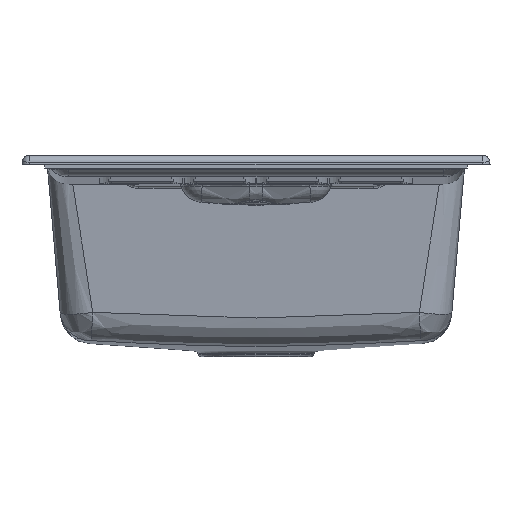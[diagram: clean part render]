
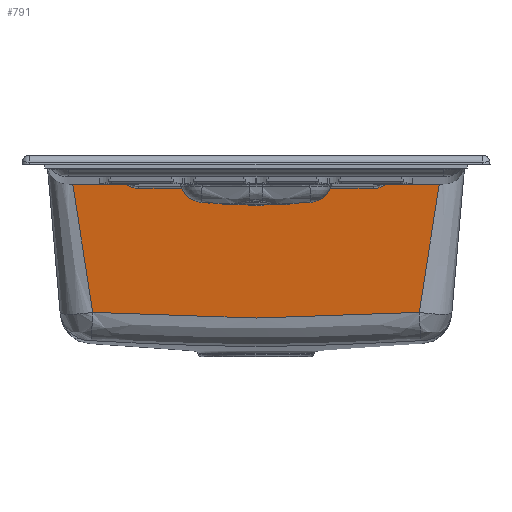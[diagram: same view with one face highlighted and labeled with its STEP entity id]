
A CAD part, left-side view. The second image highlights one B-rep face of the part: STEP entity #791.
In plain terms, the highlighted planar face has unit normal (-0.996, 0, -0.087).
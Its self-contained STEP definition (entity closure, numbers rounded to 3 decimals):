
#50=ELLIPSE('',#6142,25.152,25.);
#51=ELLIPSE('',#6148,25.152,25.);
#506=B_SPLINE_CURVE_WITH_KNOTS('',3,(#10085,#10086,#10087,#10088,#10089,
#10090),.UNSPECIFIED.,.F.,.F.,(4,2,4),(0.,0.5,1.),.UNSPECIFIED.);
#508=B_SPLINE_CURVE_WITH_KNOTS('',3,(#10173,#10174,#10175,#10176),
 .UNSPECIFIED.,.F.,.F.,(4,4),(0.,1.),.UNSPECIFIED.);
#509=B_SPLINE_CURVE_WITH_KNOTS('',3,(#10197,#10198,#10199,#10200,#10201,
#10202),.UNSPECIFIED.,.F.,.F.,(4,2,4),(0.,0.708,1.),
 .UNSPECIFIED.);
#510=B_SPLINE_CURVE_WITH_KNOTS('',3,(#10235,#10236,#10237,#10238,#10239,
#10240,#10241,#10242,#10243,#10244,#10245,#10246),.UNSPECIFIED.,.F.,.F.,
(4,2,2,2,2,4),(0.,0.125,0.25,0.5,
0.75,1.),.UNSPECIFIED.);
#511=B_SPLINE_CURVE_WITH_KNOTS('',3,(#10303,#10304,#10305,#10306,#10307,
#10308,#10309,#10310),.UNSPECIFIED.,.F.,.F.,(4,2,2,4),(0.,0.001,
0.333,1.),.UNSPECIFIED.);
#512=B_SPLINE_CURVE_WITH_KNOTS('',3,(#10343,#10344,#10345,#10346),
 .UNSPECIFIED.,.F.,.F.,(4,4),(0.,1.),.UNSPECIFIED.);
#538=B_SPLINE_CURVE_WITH_KNOTS('',3,(#11255,#11256,#11257,#11258),
 .UNSPECIFIED.,.F.,.F.,(4,4),(0.,1.),.UNSPECIFIED.);
#539=B_SPLINE_CURVE_WITH_KNOTS('',3,(#11259,#11260,#11261,#11262),
 .UNSPECIFIED.,.F.,.F.,(4,4),(0.,1.),.UNSPECIFIED.);
#791=ADVANCED_FACE('',(#1214),#1037,.T.);
#1037=PLANE('',#6203);
#1214=FACE_OUTER_BOUND('',#1607,.T.);
#1607=EDGE_LOOP('',(#2946,#2947,#2948,#2949,#2950,#2951,#2952,#2953,#2954,
#2955,#2956,#2957,#2958,#2959,#2960,#2961));
#2031=CIRCLE('',#6151,24.33);
#2037=CIRCLE('',#6158,24.33);
#2946=ORIENTED_EDGE('',*,*,#4837,.T.);
#2947=ORIENTED_EDGE('',*,*,#4919,.T.);
#2948=ORIENTED_EDGE('',*,*,#4920,.F.);
#2949=ORIENTED_EDGE('',*,*,#4841,.F.);
#2950=ORIENTED_EDGE('',*,*,#4921,.F.);
#2951=ORIENTED_EDGE('',*,*,#4922,.T.);
#2952=ORIENTED_EDGE('',*,*,#4846,.T.);
#2953=ORIENTED_EDGE('',*,*,#4847,.T.);
#2954=ORIENTED_EDGE('',*,*,#4849,.T.);
#2955=ORIENTED_EDGE('',*,*,#4851,.T.);
#2956=ORIENTED_EDGE('',*,*,#4853,.T.);
#2957=ORIENTED_EDGE('',*,*,#4855,.T.);
#2958=ORIENTED_EDGE('',*,*,#4857,.T.);
#2959=ORIENTED_EDGE('',*,*,#4859,.T.);
#2960=ORIENTED_EDGE('',*,*,#4860,.T.);
#2961=ORIENTED_EDGE('',*,*,#4861,.T.);
#4191=VERTEX_POINT('',#9666);
#4198=VERTEX_POINT('',#9913);
#4222=VERTEX_POINT('',#10045);
#4223=VERTEX_POINT('',#10047);
#4224=VERTEX_POINT('',#10084);
#4225=VERTEX_POINT('',#10091);
#4226=VERTEX_POINT('',#10124);
#4228=VERTEX_POINT('',#10145);
#4229=VERTEX_POINT('',#10168);
#4230=VERTEX_POINT('',#10172);
#4231=VERTEX_POINT('',#10196);
#4232=VERTEX_POINT('',#10234);
#4233=VERTEX_POINT('',#10302);
#4234=VERTEX_POINT('',#10342);
#4268=VERTEX_POINT('',#11254);
#4269=VERTEX_POINT('',#11263);
#4837=EDGE_CURVE('',#4223,#4222,#50,.T.);
#4841=EDGE_CURVE('',#4224,#4225,#506,.T.);
#4846=EDGE_CURVE('',#4226,#4228,#51,.T.);
#4847=EDGE_CURVE('',#4228,#4191,#5503,.T.);
#4849=EDGE_CURVE('',#4191,#4229,#2031,.T.);
#4851=EDGE_CURVE('',#4229,#4230,#508,.T.);
#4853=EDGE_CURVE('',#4230,#4231,#509,.T.);
#4855=EDGE_CURVE('',#4231,#4232,#510,.T.);
#4857=EDGE_CURVE('',#4232,#4233,#511,.T.);
#4859=EDGE_CURVE('',#4233,#4234,#512,.T.);
#4860=EDGE_CURVE('',#4234,#4198,#2037,.T.);
#4861=EDGE_CURVE('',#4198,#4223,#5504,.T.);
#4919=EDGE_CURVE('',#4222,#4268,#5508,.T.);
#4920=EDGE_CURVE('',#4225,#4268,#538,.T.);
#4921=EDGE_CURVE('',#4269,#4224,#539,.T.);
#4922=EDGE_CURVE('',#4269,#4226,#5509,.T.);
#5503=LINE('',#10165,#5735);
#5504=LINE('',#10367,#5736);
#5508=LINE('',#11253,#5740);
#5509=LINE('',#11264,#5741);
#5735=VECTOR('',#7141,1.);
#5736=VECTOR('',#7164,1.);
#5740=VECTOR('',#7254,1.);
#5741=VECTOR('',#7255,1.);
#6142=AXIS2_PLACEMENT_3D('',#10046,#7127,#7128);
#6148=AXIS2_PLACEMENT_3D('',#10146,#7139,#7140);
#6151=AXIS2_PLACEMENT_3D('',#10169,#7146,#7147);
#6158=AXIS2_PLACEMENT_3D('',#10365,#7160,#7161);
#6203=AXIS2_PLACEMENT_3D('',#11265,#7256,#7257);
#7127=DIRECTION('',(0.996,0.,0.087));
#7128=DIRECTION('',(0.087,-0.018,-0.996));
#7139=DIRECTION('',(0.996,0.,0.087));
#7140=DIRECTION('',(-0.087,-0.018,0.996));
#7141=DIRECTION('',(0.,1.,0.));
#7146=DIRECTION('',(0.996,0.,0.087));
#7147=DIRECTION('',(-0.087,0.,0.996));
#7160=DIRECTION('',(0.996,0.,0.087));
#7161=DIRECTION('',(-0.087,0.,0.996));
#7164=DIRECTION('',(0.,1.,0.));
#7254=DIRECTION('',(0.,1.,0.));
#7255=DIRECTION('',(0.,1.,0.));
#7256=DIRECTION('',(-0.996,0.,-0.087));
#7257=DIRECTION('',(0.087,0.,-0.996));
#9666=CARTESIAN_POINT('',(505.116,174.358,-36.23));
#9913=CARTESIAN_POINT('',(505.116,335.642,-36.23));
#10045=CARTESIAN_POINT('',(503.411,407.343,-16.739));
#10046=CARTESIAN_POINT('',(502.924,382.969,-11.174));
#10047=CARTESIAN_POINT('',(505.116,382.964,-36.23));
#10084=CARTESIAN_POINT('',(516.958,76.608,-171.584));
#10085=CARTESIAN_POINT('',(516.958,76.608,-171.584));
#10086=CARTESIAN_POINT('',(517.247,136.019,-174.89));
#10087=CARTESIAN_POINT('',(517.499,195.44,-177.764));
#10088=CARTESIAN_POINT('',(517.499,314.428,-177.768));
#10089=CARTESIAN_POINT('',(517.248,373.948,-174.892));
#10090=CARTESIAN_POINT('',(516.958,433.392,-171.584));
#10091=CARTESIAN_POINT('',(516.958,433.392,-171.584));
#10124=CARTESIAN_POINT('',(503.411,102.657,-16.739));
#10145=CARTESIAN_POINT('',(505.116,127.036,-36.23));
#10146=CARTESIAN_POINT('',(502.924,127.031,-11.174));
#10165=CARTESIAN_POINT('',(505.116,179.031,-36.23));
#10168=CARTESIAN_POINT('',(506.34,194.999,-50.222));
#10169=CARTESIAN_POINT('',(504.224,196.427,-26.027));
#10172=CARTESIAN_POINT('',(506.544,241.623,-52.554));
#10173=CARTESIAN_POINT('',(506.34,194.999,-50.222));
#10174=CARTESIAN_POINT('',(506.42,210.534,-51.133));
#10175=CARTESIAN_POINT('',(506.503,226.066,-52.086));
#10176=CARTESIAN_POINT('',(506.544,241.623,-52.554));
#10196=CARTESIAN_POINT('',(506.569,242.769,-52.836));
#10197=CARTESIAN_POINT('',(506.544,241.623,-52.554));
#10198=CARTESIAN_POINT('',(506.545,241.903,-52.562));
#10199=CARTESIAN_POINT('',(506.548,242.187,-52.597));
#10200=CARTESIAN_POINT('',(506.559,242.563,-52.723));
#10201=CARTESIAN_POINT('',(506.563,242.672,-52.77));
#10202=CARTESIAN_POINT('',(506.569,242.769,-52.836));
#10234=CARTESIAN_POINT('',(506.569,267.231,-52.836));
#10235=CARTESIAN_POINT('',(506.569,242.769,-52.836));
#10236=CARTESIAN_POINT('',(506.621,243.652,-53.435));
#10237=CARTESIAN_POINT('',(506.657,244.655,-53.839));
#10238=CARTESIAN_POINT('',(506.712,246.681,-54.466));
#10239=CARTESIAN_POINT('',(506.731,247.706,-54.682));
#10240=CARTESIAN_POINT('',(506.774,250.803,-55.176));
#10241=CARTESIAN_POINT('',(506.785,252.894,-55.301));
#10242=CARTESIAN_POINT('',(506.785,257.11,-55.301));
#10243=CARTESIAN_POINT('',(506.774,259.207,-55.176));
#10244=CARTESIAN_POINT('',(506.716,263.343,-54.514));
#10245=CARTESIAN_POINT('',(506.674,265.462,-54.036));
#10246=CARTESIAN_POINT('',(506.569,267.231,-52.836));
#10302=CARTESIAN_POINT('',(506.544,268.377,-52.554));
#10303=CARTESIAN_POINT('',(506.569,267.231,-52.836));
#10304=CARTESIAN_POINT('',(506.569,267.232,-52.836));
#10305=CARTESIAN_POINT('',(506.569,267.232,-52.836));
#10306=CARTESIAN_POINT('',(506.563,267.342,-52.761));
#10307=CARTESIAN_POINT('',(506.558,267.467,-52.71));
#10308=CARTESIAN_POINT('',(506.548,267.846,-52.593));
#10309=CARTESIAN_POINT('',(506.545,268.113,-52.562));
#10310=CARTESIAN_POINT('',(506.544,268.377,-52.554));
#10342=CARTESIAN_POINT('',(506.34,315.001,-50.222));
#10343=CARTESIAN_POINT('',(506.544,268.377,-52.554));
#10344=CARTESIAN_POINT('',(506.503,283.934,-52.086));
#10345=CARTESIAN_POINT('',(506.42,299.466,-51.133));
#10346=CARTESIAN_POINT('',(506.34,315.001,-50.222));
#10365=CARTESIAN_POINT('',(504.224,313.573,-26.027));
#10367=CARTESIAN_POINT('',(505.116,382.958,-36.23));
#11253=CARTESIAN_POINT('',(503.411,470.,-16.739));
#11254=CARTESIAN_POINT('',(503.411,457.557,-16.739));
#11255=CARTESIAN_POINT('',(516.958,433.392,-171.584));
#11256=CARTESIAN_POINT('',(512.442,441.447,-119.969));
#11257=CARTESIAN_POINT('',(507.927,449.502,-68.354));
#11258=CARTESIAN_POINT('',(503.411,457.557,-16.739));
#11259=CARTESIAN_POINT('',(503.411,52.443,-16.739));
#11260=CARTESIAN_POINT('',(507.927,60.498,-68.354));
#11261=CARTESIAN_POINT('',(512.442,68.553,-119.969));
#11262=CARTESIAN_POINT('',(516.958,76.608,-171.584));
#11263=CARTESIAN_POINT('',(503.411,52.443,-16.739));
#11264=CARTESIAN_POINT('',(503.411,470.,-16.739));
#11265=CARTESIAN_POINT('',(502.053,470.,-1.22));
